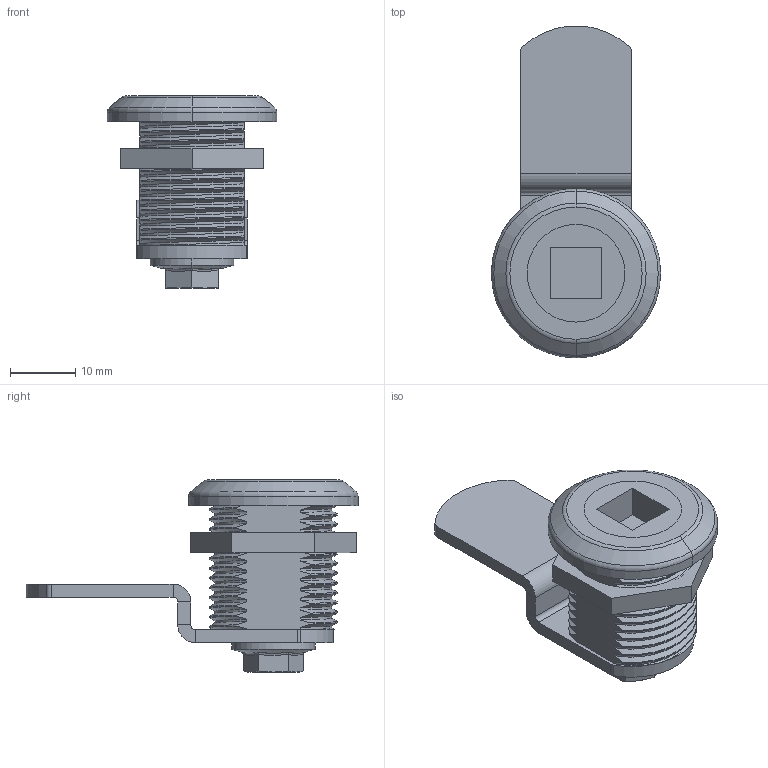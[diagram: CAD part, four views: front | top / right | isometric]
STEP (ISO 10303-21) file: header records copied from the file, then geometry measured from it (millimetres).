
FILE_DESCRIPTION (( 'STEP AP214' ), '1' );
FILE_NAME ('03167 Square Drive Cam Lock Chrome 37mm.STEP', '2025-02-12T00:20:15', ( '' ), ( '' ), 'SwSTEP 2.0', 'SolidWorks 2024', '' );
FILE_SCHEMA (( 'AUTOMOTIVE_DESIGN' ));
Length unit declared in the file: millimetre
Products named in the file (5): 3167 lock; indented hex flange head machine screw_am 1_AM B18.6.7M 6x8-7-N; 03691 Cam Latch Bar Raised Down Heavy Duty 9.5mm; 03167 Square Drive Cam Lock Chrome 37mm; 3167 body
Assembly tree (4 placements, depth 2):
  03167 Square Drive Cam Lock Chrome 37mm
    3167 body
    3167 lock
    03691 Cam Latch Bar Raised Down Heavy Duty 9.5mm
    indented hex flange head machine screw_am 1_AM B18.6.7M 6x8-7-N
Bounding box: 26 x 50.98 x 29.5 mm (x, y, z)
Volume: 8813.2 mm3; surface area: 7618.3 mm2
Topology: 5 solids, 5 shells, 241 faces, 648 edges, 418 vertices
Faces by surface type: bspline 94, cylinder 71, plane 58, cone 12, torus 6
Entity records: 47412 total; most frequent: CARTESIAN_POINT 42471, ORIENTED_EDGE 1296, DIRECTION 660, EDGE_CURVE 648, VERTEX_POINT 418, EDGE_LOOP 258, ADVANCED_FACE 241, FACE_OUTER_BOUND 241
